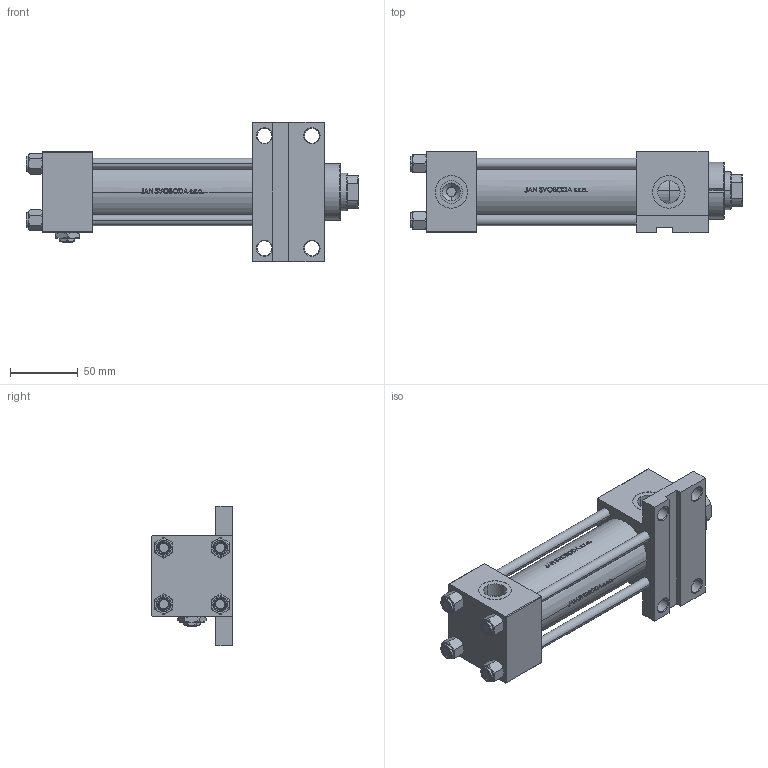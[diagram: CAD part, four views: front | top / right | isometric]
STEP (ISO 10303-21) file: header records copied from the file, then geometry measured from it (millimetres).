
FILE_DESCRIPTION (( 'STEP AP203' ), '1' );
FILE_NAME ('2445.STEP', '2023-01-17T17:08:16', ( '' ), ( '' ), 'SwSTEP 2.0', 'SolidWorks 2019', '' );
FILE_SCHEMA (( 'CONFIG_CONTROL_DESIGN' ));
Length unit declared in the file: millimetre
Products named in the file (7): NUT_M5_F 06b3878105a5dd7e1905ff8048b35915; V215CR_VCP_F 06b3878105a5dd7e1905ff8048b35915; V215_VC_A 06b3878105a5dd7e1905ff8048b35915; 2445; Zatka_pro_OIL_PORT 06b3878105a5dd7e1905ff8048b35915; V215CR_F_TYCINKA 06b3878105a5dd7e1905ff8048b35915; V215CR_F_Body 06b3878105a5dd7e1905ff8048b35915
Assembly tree (13 placements, depth 2):
  2445
    V215CR_F_Body 06b3878105a5dd7e1905ff8048b35915
    V215CR_VCP_F 06b3878105a5dd7e1905ff8048b35915
    V215CR_F_TYCINKA 06b3878105a5dd7e1905ff8048b35915  x4
    NUT_M5_F 06b3878105a5dd7e1905ff8048b35915  x4
    V215_VC_A 06b3878105a5dd7e1905ff8048b35915
    Zatka_pro_OIL_PORT 06b3878105a5dd7e1905ff8048b35915  x2
Bounding box: 245 x 60 x 103 mm (x, y, z)
Volume: 514974.2 mm3; surface area: 148254.5 mm2
Topology: 13 solids, 13 shells, 1221 faces, 3102 edges, 2000 vertices
Faces by surface type: plane 486, bspline 380, cone 194, cylinder 153, torus 8
Entity records: 50918 total; most frequent: CARTESIAN_POINT 26925, ORIENTED_EDGE 5504, DIRECTION 3491, EDGE_CURVE 2752, VERTEX_POINT 1798, LINE 1371, VECTOR 1371, EDGE_LOOP 1174
